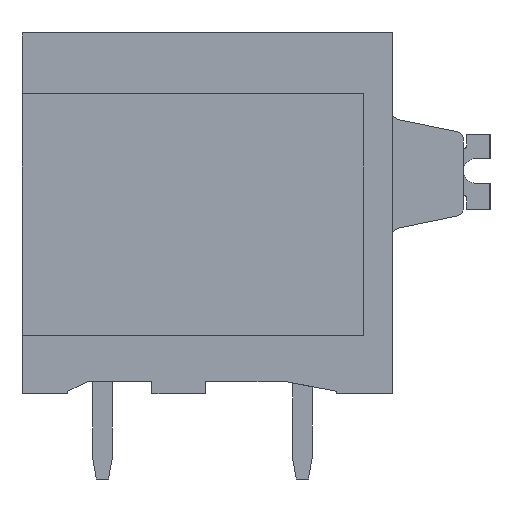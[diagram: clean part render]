
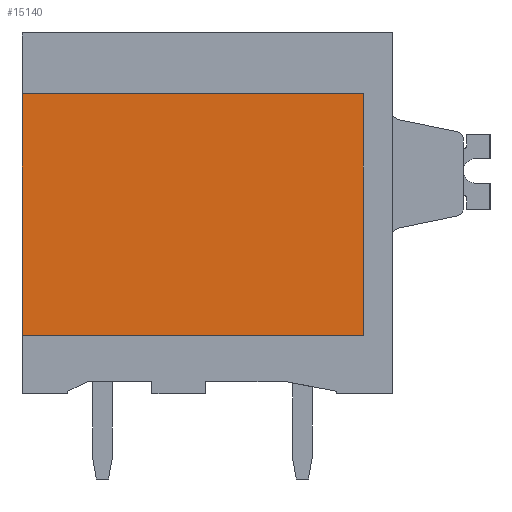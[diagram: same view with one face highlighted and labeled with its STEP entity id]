
A CAD part, left-side view. The second image highlights one B-rep face of the part: STEP entity #15140.
In plain terms, the highlighted planar face has unit normal (-1, 0, 0).
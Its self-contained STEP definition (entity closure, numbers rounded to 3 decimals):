
#6135=AXIS2_PLACEMENT_3D('Plane Axis2P3D',#6132,#6133,#6134) ;
#6132=CARTESIAN_POINT('Axis2P3D Location',(1.1,0.,0.)) ;
#15010=CARTESIAN_POINT('Vertex',(1.1,19.2,5.9)) ;
#15013=CARTESIAN_POINT('Line Origine',(1.1,19.2,10.85)) ;
#15017=CARTESIAN_POINT('Vertex',(1.1,19.2,15.8)) ;
#15090=CARTESIAN_POINT('Vertex',(1.1,5.2,5.9)) ;
#15093=CARTESIAN_POINT('Line Origine',(1.1,12.2,5.9)) ;
#15114=CARTESIAN_POINT('Vertex',(1.1,5.2,15.8)) ;
#15117=CARTESIAN_POINT('Line Origine',(1.1,5.2,10.85)) ;
#15129=CARTESIAN_POINT('Line Origine',(1.1,12.2,15.8)) ;
#6133=DIRECTION('Axis2P3D Direction',(-1.,0.,0.)) ;
#6134=DIRECTION('Axis2P3D XDirection',(0.,-1.,0.)) ;
#15014=DIRECTION('Vector Direction',(0.,0.,1.)) ;
#15094=DIRECTION('Vector Direction',(0.,1.,0.)) ;
#15118=DIRECTION('Vector Direction',(0.,0.,1.)) ;
#15130=DIRECTION('Vector Direction',(0.,1.,0.)) ;
#15015=VECTOR('Line Direction',#15014,1.) ;
#15095=VECTOR('Line Direction',#15094,1.) ;
#15119=VECTOR('Line Direction',#15118,1.) ;
#15131=VECTOR('Line Direction',#15130,1.) ;
#15135=ORIENTED_EDGE('',*,*,#15097,.F.) ;
#15136=ORIENTED_EDGE('',*,*,#15121,.T.) ;
#15137=ORIENTED_EDGE('',*,*,#15133,.T.) ;
#15138=ORIENTED_EDGE('',*,*,#15019,.F.) ;
#15140=ADVANCED_FACE('_LMF 5.08/15/90 3.5SN OR BX 1330850000',(#15139),#6136,.T.) ;
#15019=EDGE_CURVE('',#15011,#15018,#15016,.T.) ;
#15097=EDGE_CURVE('',#15091,#15011,#15096,.T.) ;
#15121=EDGE_CURVE('',#15091,#15115,#15120,.T.) ;
#15133=EDGE_CURVE('',#15115,#15018,#15132,.T.) ;
#15134=EDGE_LOOP('',(#15135,#15136,#15137,#15138)) ;
#15139=FACE_OUTER_BOUND('',#15134,.T.) ;
#15016=LINE('Line',#15013,#15015) ;
#15096=LINE('Line',#15093,#15095) ;
#15120=LINE('Line',#15117,#15119) ;
#15132=LINE('Line',#15129,#15131) ;
#6136=PLANE('',#6135) ;
#15011=VERTEX_POINT('',#15010) ;
#15018=VERTEX_POINT('',#15017) ;
#15091=VERTEX_POINT('',#15090) ;
#15115=VERTEX_POINT('',#15114) ;
